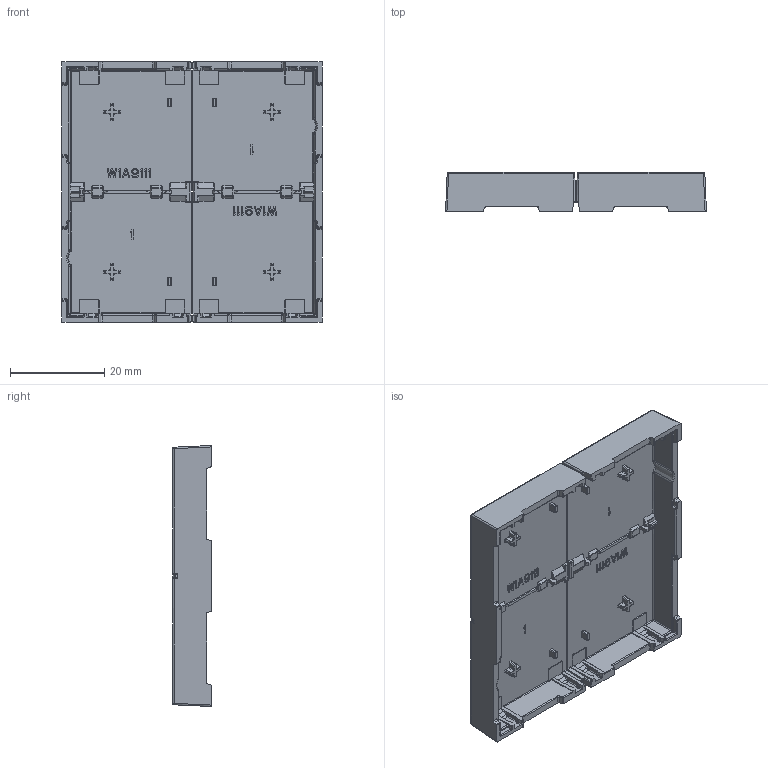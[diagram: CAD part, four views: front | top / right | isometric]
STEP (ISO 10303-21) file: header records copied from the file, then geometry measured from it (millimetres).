
FILE_DESCRIPTION((''),'2;1');
FILE_NAME('WAN7020BG_ASM','2025-04-15T15:48:49',('weberr1'),(''),'CREO PARAMETRIC BY PTC INC, 2023154','CREO PARAMETRIC BY PTC INC, 2023154','');
FILE_SCHEMA(('AP242_MANAGED_MODEL_BASED_3D_ENGINEERING_MIM_LF { 1 0 10303 442 1 1 4 }'));
Length unit declared in the file: millimetre
Products named in the file (3): W1A9111_85; W1A9113_99; WAN7020BG_ASM
Assembly tree (4 placements, depth 2):
  WAN7020BG_ASM
    W1A9111_85  x2
    W1A9113_99  x2
Bounding box: 55.4 x 8.2 x 55.4 mm (x, y, z)
Volume: 7110.1 mm3; surface area: 9682.7 mm2
Topology: 4 solids, 4 shells, 1524 faces, 3936 edges, 2436 vertices
Faces by surface type: plane 674, cylinder 502, bspline 168, sphere 64, torus 60, cone 56
Entity records: 34505 total; most frequent: CARTESIAN_POINT 10318, ORIENTED_EDGE 3936, DIRECTION 3312, PRESENTATION_STYLE_ASSIGNMENT 2004, STYLED_ITEM 2004, CURVE_STYLE 1968, EDGE_CURVE 1968, VERTEX_POINT 1218
